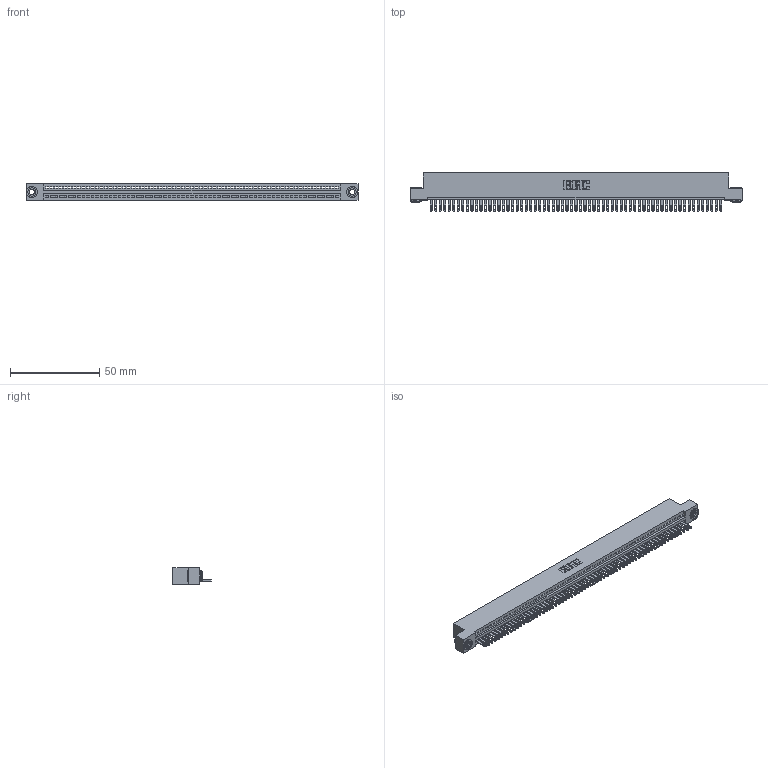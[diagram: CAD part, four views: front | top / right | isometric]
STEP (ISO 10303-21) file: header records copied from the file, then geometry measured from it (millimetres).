
FILE_DESCRIPTION (( 'STEP AP203' ), '1' );
FILE_NAME ('345-065-500-103.STEP', '2018-09-28T11:58:24', ( '' ), ( '' ), 'SwSTEP 2.0', 'SolidWorks 2016', '' );
FILE_SCHEMA (( 'CONFIG_CONTROL_DESIGN' ));
Length unit declared in the file: inch
Products named in the file (4): 345-292-001_345-293-100; 345-065-500-103; 345 Part_Flush Mounting Lugs - 0.156 Dia-TH; 345-250-002_345-250-002-102
Assembly tree (68 placements, depth 2):
  345-065-500-103
    345 Part_Flush Mounting Lugs - 0.156 Dia-TH
    345-292-001_345-293-100  x65
    345-250-002_345-250-002-102  x2
Bounding box: 186.31 x 21.51 x 9.4 mm (x, y, z)
Volume: 17943.8 mm3; surface area: 24518.8 mm2
Topology: 68 solids, 68 shells, 3674 faces, 11337 edges, 7554 vertices
Faces by surface type: plane 2300, cylinder 1366, cone 8
Entity records: 46404 total; most frequent: CARTESIAN_POINT 8014, ORIENTED_EDGE 8006, DIRECTION 6999, EDGE_CURVE 4003, LINE 3583, VECTOR 3583, VERTEX_POINT 2666, AXIS2_PLACEMENT_3D 1708
